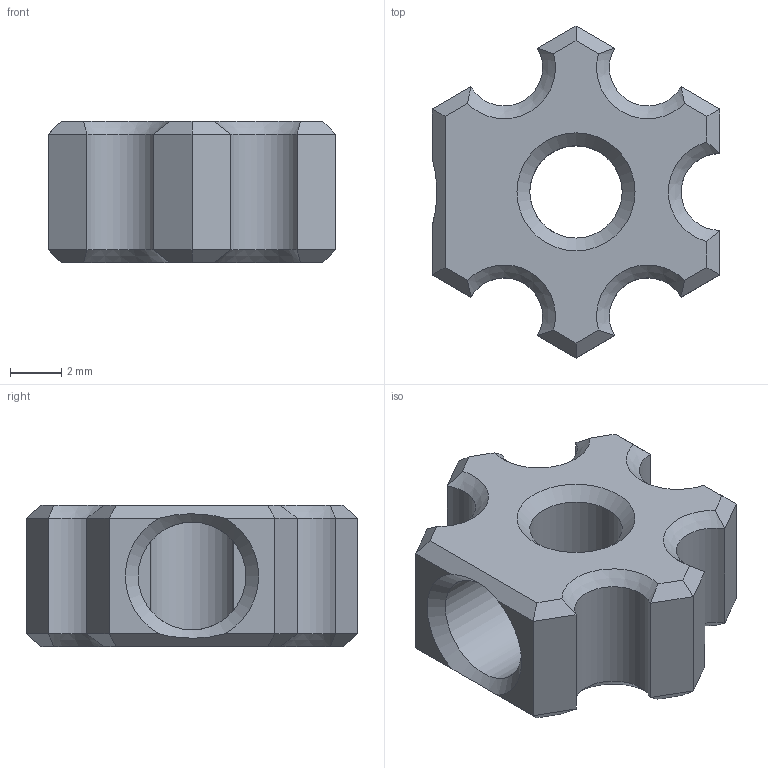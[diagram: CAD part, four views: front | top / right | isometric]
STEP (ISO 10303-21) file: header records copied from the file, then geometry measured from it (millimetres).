
FILE_DESCRIPTION(/* description */ (''),/* implementation_level */ '2;1');
FILE_NAME(/* name */ 'Hex Nut v5 v4.step',/* time_stamp */ '2020-11-26T15:44:50-08:00',/* author */ (''),/* organization */ (''),/* preprocessor_version */ 'ST-DEVELOPER v18.1',/* originating_system */ 'Autodesk Translation Framework v9.3.0.1241',/* authorisation */ '');
FILE_SCHEMA (('AUTOMOTIVE_DESIGN { 1 0 10303 214 3 1 1 }'));
Length unit declared in the file: millimetre
Products named in the file (1): Hex Nut v5
Bounding box: 11.2 x 12.93 x 5.5 mm (x, y, z)
Volume: 370.6 mm3; surface area: 477.1 mm2
Topology: 1 solids, 1 shells, 58 faces, 136 edges, 79 vertices
Faces by surface type: plane 38, cone 13, cylinder 7
Full cylindrical faces by diameter (mm): 3.6 x1, 4.2 x1
Entity records: 1699 total; most frequent: CARTESIAN_POINT 364, ORIENTED_EDGE 272, DIRECTION 261, EDGE_CURVE 136, AXIS2_PLACEMENT_3D 90, LINE 81, VECTOR 81, VERTEX_POINT 79
